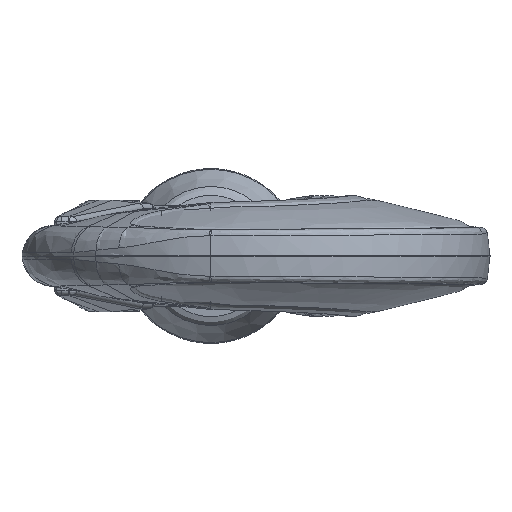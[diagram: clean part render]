
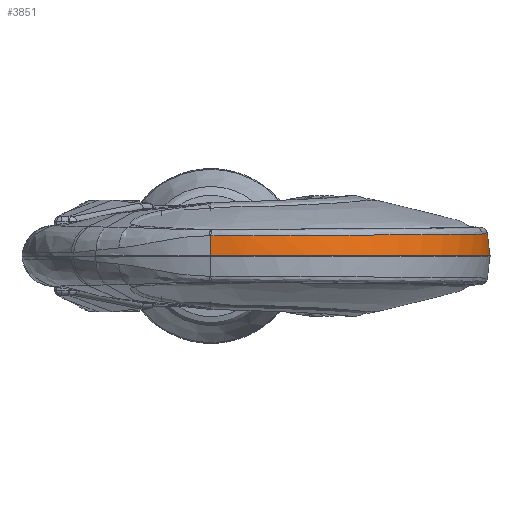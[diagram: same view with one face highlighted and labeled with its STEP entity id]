
A CAD part, front view. The second image highlights one B-rep face of the part: STEP entity #3851.
In plain terms, the highlighted free-form (B-spline) face has degree [1, 3] with [2, 11] control points.
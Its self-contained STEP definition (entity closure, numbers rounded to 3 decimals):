
#289=B_SPLINE_SURFACE_WITH_KNOTS('',1,3,((#31485,#31486,#31487,#31488,#31489,
#31490,#31491,#31492,#31493,#31494,#31495),(#31496,#31497,#31498,#31499,
#31500,#31501,#31502,#31503,#31504,#31505,#31506)),.UNSPECIFIED.,.F.,.F.,
 .F.,(2,2),(4,1,1,1,1,1,1,1,4),(0.,1.),(0.,0.11,0.113,
0.334,0.556,0.667,0.778,
0.889,1.),.UNSPECIFIED.);
#1589=B_SPLINE_CURVE_WITH_KNOTS('',1,(#28629,#28630),.UNSPECIFIED.,.F.,.F.,
(2,2),(0.,1.),.UNSPECIFIED.);
#1922=B_SPLINE_CURVE_WITH_KNOTS('',3,(#31464,#31465,#31466,#31467,#31468,
#31469,#31470,#31471,#31472,#31473),.UNSPECIFIED.,.F.,.F.,(4,2,2,2,4),(0.,
0.25,0.5,0.75,1.),.UNSPECIFIED.);
#1923=B_SPLINE_CURVE_WITH_KNOTS('',3,(#31474,#31475,#31476,#31477,#31478,
#31479,#31480,#31481,#31482,#31483,#31484),.UNSPECIFIED.,.F.,.F.,(4,1,1,
1,1,1,1,1,4),(0.,0.11,0.113,0.334,0.556,
0.667,0.778,0.889,1.),.UNSPECIFIED.);
#3851=ADVANCED_FACE('',(#4689),#289,.T.);
#4689=FACE_OUTER_BOUND('',#5422,.T.);
#5422=EDGE_LOOP('',(#8974,#8975,#8976,#8977));
#5850=(
BOUNDED_CURVE()
B_SPLINE_CURVE(1,(#29780,#29781),.UNSPECIFIED.,.F.,.F.)
B_SPLINE_CURVE_WITH_KNOTS((2,2),(0.,1.),.UNSPECIFIED.)
CURVE()
GEOMETRIC_REPRESENTATION_ITEM()
RATIONAL_B_SPLINE_CURVE((1.,1.))
REPRESENTATION_ITEM('')
);
#8974=ORIENTED_EDGE('',*,*,#16649,.T.);
#8975=ORIENTED_EDGE('',*,*,#16430,.F.);
#8976=ORIENTED_EDGE('',*,*,#16650,.T.);
#8977=ORIENTED_EDGE('',*,*,#16300,.T.);
#13565=VERTEX_POINT('',#28628);
#13566=VERTEX_POINT('',#28631);
#13669=VERTEX_POINT('',#29779);
#13670=VERTEX_POINT('',#29782);
#16300=EDGE_CURVE('',#13566,#13565,#1589,.T.);
#16430=EDGE_CURVE('',#13669,#13670,#5850,.T.);
#16649=EDGE_CURVE('',#13565,#13670,#1922,.T.);
#16650=EDGE_CURVE('',#13669,#13566,#1923,.T.);
#28628=CARTESIAN_POINT('',(77.518,0.,6.209));
#28629=CARTESIAN_POINT('',(78.171,0.,0.));
#28630=CARTESIAN_POINT('',(77.518,0.,6.209));
#28631=CARTESIAN_POINT('',(78.171,0.,0.));
#29779=CARTESIAN_POINT('',(0.,-68.883,0.));
#29780=CARTESIAN_POINT('',(0.,-68.883,0.));
#29781=CARTESIAN_POINT('',(0.,-68.283,5.705));
#29782=CARTESIAN_POINT('',(0.,-68.283,5.705));
#31464=CARTESIAN_POINT('',(77.518,0.,6.209));
#31465=CARTESIAN_POINT('',(78.162,-9.848,6.203));
#31466=CARTESIAN_POINT('',(76.48,-19.838,6.175));
#31467=CARTESIAN_POINT('',(68.888,-38.191,6.076));
#31468=CARTESIAN_POINT('',(62.984,-46.49,6.021));
#31469=CARTESIAN_POINT('',(47.998,-59.632,5.902));
#31470=CARTESIAN_POINT('',(39.018,-64.519,5.842));
#31471=CARTESIAN_POINT('',(19.841,-69.703,5.744));
#31472=CARTESIAN_POINT('',(9.676,-70.119,5.706));
#31473=CARTESIAN_POINT('',(0.,-68.283,5.705));
#31474=CARTESIAN_POINT('',(0.,-68.883,0.));
#31475=CARTESIAN_POINT('',(3.948,-69.624,0.));
#31476=CARTESIAN_POINT('',(8.084,-70.,0.));
#31477=CARTESIAN_POINT('',(20.309,-70.,0.));
#31478=CARTESIAN_POINT('',(38.009,-66.933,0.));
#31479=CARTESIAN_POINT('',(58.142,-53.17,0.));
#31480=CARTESIAN_POINT('',(69.534,-37.855,0.));
#31481=CARTESIAN_POINT('',(75.3,-25.205,0.));
#31482=CARTESIAN_POINT('',(78.19,-12.203,0.));
#31483=CARTESIAN_POINT('',(78.436,-4.109,0.));
#31484=CARTESIAN_POINT('',(78.171,0.,0.));
#31485=CARTESIAN_POINT('',(0.,-68.206,6.441));
#31486=CARTESIAN_POINT('',(3.905,-68.947,6.441));
#31487=CARTESIAN_POINT('',(8.001,-69.327,6.446));
#31488=CARTESIAN_POINT('',(20.117,-69.345,6.475));
#31489=CARTESIAN_POINT('',(37.668,-66.327,6.546));
#31490=CARTESIAN_POINT('',(57.641,-52.675,6.67));
#31491=CARTESIAN_POINT('',(68.924,-37.491,6.761));
#31492=CARTESIAN_POINT('',(74.628,-24.952,6.819));
#31493=CARTESIAN_POINT('',(77.479,-12.067,6.86));
#31494=CARTESIAN_POINT('',(77.714,-4.063,6.87));
#31495=CARTESIAN_POINT('',(77.449,0.,6.87));
#31496=CARTESIAN_POINT('',(0.,-68.883,0.));
#31497=CARTESIAN_POINT('',(3.948,-69.624,0.));
#31498=CARTESIAN_POINT('',(8.084,-70.,0.));
#31499=CARTESIAN_POINT('',(20.309,-70.,0.));
#31500=CARTESIAN_POINT('',(38.009,-66.933,0.));
#31501=CARTESIAN_POINT('',(58.142,-53.17,0.));
#31502=CARTESIAN_POINT('',(69.534,-37.855,0.));
#31503=CARTESIAN_POINT('',(75.3,-25.205,0.));
#31504=CARTESIAN_POINT('',(78.19,-12.203,0.));
#31505=CARTESIAN_POINT('',(78.436,-4.109,0.));
#31506=CARTESIAN_POINT('',(78.171,0.,0.));
